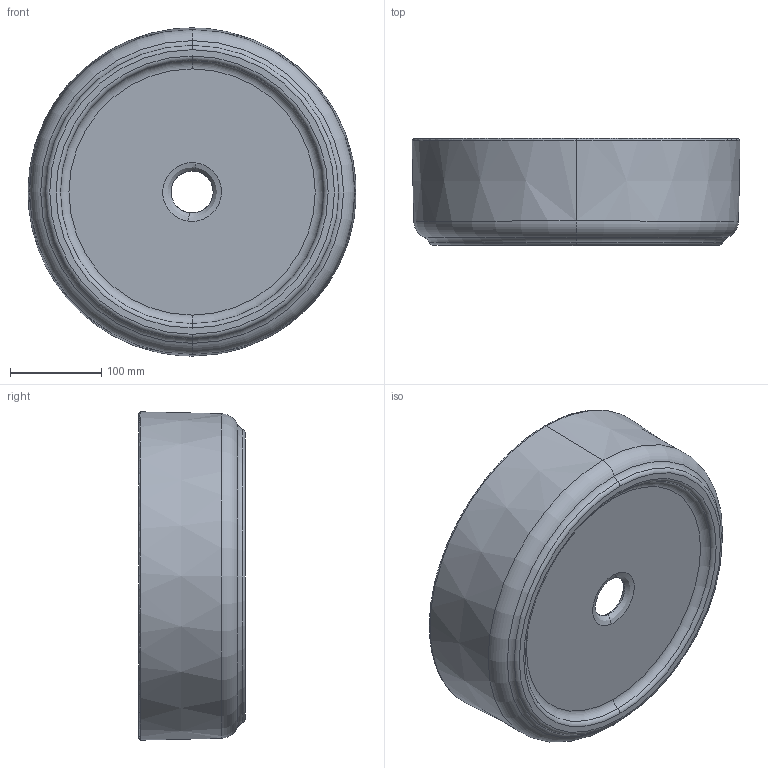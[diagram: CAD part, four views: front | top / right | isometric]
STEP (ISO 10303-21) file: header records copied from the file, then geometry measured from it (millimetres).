
FILE_DESCRIPTION (( 'STEP AP214' ), '1' );
FILE_NAME ('SI036RCB.2_STEP_V11223.STEP', '2023-12-13T11:18:42', ( '' ), ( '' ), 'SwSTEP 2.0', 'SolidWorks 2019', '' );
FILE_SCHEMA (( 'AUTOMOTIVE_DESIGN' ));
Length unit declared in the file: millimetre
Products named in the file (1): SI036RCB.2_STEP_V11223
Bounding box: 359.6 x 117 x 359.88 mm (x, y, z)
Volume: 2387439.3 mm3; surface area: 405139.9 mm2
Topology: 1 solids, 1 shells, 30 faces, 72 edges, 44 vertices
Faces by surface type: bspline 16, torus 10, cone 2, plane 2
Entity records: 6651 total; most frequent: CARTESIAN_POINT 6024, ORIENTED_EDGE 144, DIRECTION 96, EDGE_CURVE 72, AXIS2_PLACEMENT_3D 47, VERTEX_POINT 44, B_SPLINE_CURVE_WITH_KNOTS 36, EDGE_LOOP 32
